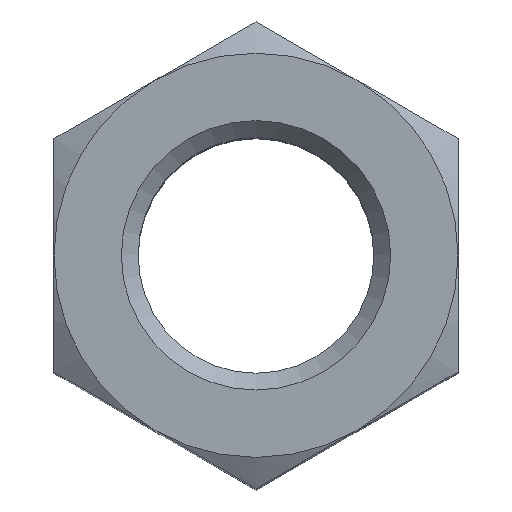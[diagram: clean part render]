
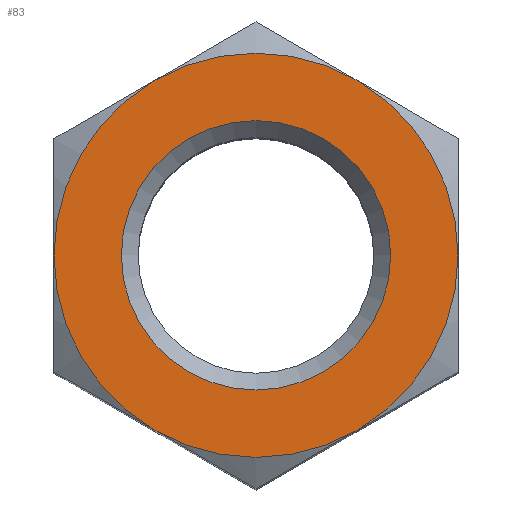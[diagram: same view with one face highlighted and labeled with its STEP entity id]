
A CAD part, top view. The second image highlights one B-rep face of the part: STEP entity #83.
In plain terms, the highlighted planar face has unit normal (0, 0, 1).
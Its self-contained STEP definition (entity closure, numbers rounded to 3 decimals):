
#83 = ADVANCED_FACE( '', ( #212, #213 ), #214, .F. );
#212 = FACE_BOUND( '', #539, .T. );
#213 = FACE_OUTER_BOUND( '', #540, .T. );
#214 = PLANE( '', #541 );
#539 = EDGE_LOOP( '', ( #899 ) );
#540 = EDGE_LOOP( '', ( #900, #901, #902, #903, #904, #905 ) );
#541 = AXIS2_PLACEMENT_3D( '', #906, #907, #908 );
#899 = ORIENTED_EDGE( '', *, *, #1469, .T. );
#900 = ORIENTED_EDGE( '', *, *, #1472, .F. );
#901 = ORIENTED_EDGE( '', *, *, #1491, .F. );
#902 = ORIENTED_EDGE( '', *, *, #1492, .F. );
#903 = ORIENTED_EDGE( '', *, *, #1493, .F. );
#904 = ORIENTED_EDGE( '', *, *, #1494, .F. );
#905 = ORIENTED_EDGE( '', *, *, #1495, .F. );
#906 = CARTESIAN_POINT( '', ( -18., -10.392, 72. ) );
#907 = DIRECTION( '', ( 0., 0., -1. ) );
#908 = DIRECTION( '', ( -1., 0., 0. ) );
#1469 = EDGE_CURVE( '', #1610, #1610, #1611, .T. );
#1472 = EDGE_CURVE( '', #1615, #1613, #1617, .T. );
#1491 = EDGE_CURVE( '', #1650, #1615, #1651, .T. );
#1492 = EDGE_CURVE( '', #1652, #1650, #1653, .T. );
#1493 = EDGE_CURVE( '', #1654, #1652, #1655, .T. );
#1494 = EDGE_CURVE( '', #1656, #1654, #1657, .T. );
#1495 = EDGE_CURVE( '', #1613, #1656, #1658, .T. );
#1610 = VERTEX_POINT( '', #1868 );
#1611 = CIRCLE( '', #1869, 12. );
#1613 = VERTEX_POINT( '', #1871 );
#1615 = VERTEX_POINT( '', #1878 );
#1617 = CIRCLE( '', #1889, 18. );
#1650 = VERTEX_POINT( '', #1967 );
#1651 = CIRCLE( '', #1968, 18. );
#1652 = VERTEX_POINT( '', #1969 );
#1653 = CIRCLE( '', #1970, 18. );
#1654 = VERTEX_POINT( '', #1971 );
#1655 = CIRCLE( '', #1972, 18. );
#1656 = VERTEX_POINT( '', #1973 );
#1657 = CIRCLE( '', #1974, 18. );
#1658 = CIRCLE( '', #1975, 18. );
#1868 = CARTESIAN_POINT( '', ( -12., 0., 72. ) );
#1869 = AXIS2_PLACEMENT_3D( '', #2303, #2304, #2305 );
#1871 = CARTESIAN_POINT( '', ( 9., 15.588, 72. ) );
#1878 = CARTESIAN_POINT( '', ( -9., 15.588, 72. ) );
#1889 = AXIS2_PLACEMENT_3D( '', #2306, #2307, #2308 );
#1967 = CARTESIAN_POINT( '', ( -18., 0., 72. ) );
#1968 = AXIS2_PLACEMENT_3D( '', #2339, #2340, #2341 );
#1969 = CARTESIAN_POINT( '', ( -9., -15.588, 72. ) );
#1970 = AXIS2_PLACEMENT_3D( '', #2342, #2343, #2344 );
#1971 = CARTESIAN_POINT( '', ( 9., -15.588, 72. ) );
#1972 = AXIS2_PLACEMENT_3D( '', #2345, #2346, #2347 );
#1973 = CARTESIAN_POINT( '', ( 18., 0., 72. ) );
#1974 = AXIS2_PLACEMENT_3D( '', #2348, #2349, #2350 );
#1975 = AXIS2_PLACEMENT_3D( '', #2351, #2352, #2353 );
#2303 = CARTESIAN_POINT( '', ( 0., 0., 72. ) );
#2304 = DIRECTION( '', ( 0., 0., -1. ) );
#2305 = DIRECTION( '', ( -1., 0., 0. ) );
#2306 = CARTESIAN_POINT( '', ( 0., 0., 72. ) );
#2307 = DIRECTION( '', ( 0., 0., -1. ) );
#2308 = DIRECTION( '', ( -1., 0., 0. ) );
#2339 = CARTESIAN_POINT( '', ( 0., 0., 72. ) );
#2340 = DIRECTION( '', ( 0., 0., -1. ) );
#2341 = DIRECTION( '', ( -1., 0., 0. ) );
#2342 = CARTESIAN_POINT( '', ( 0., 0., 72. ) );
#2343 = DIRECTION( '', ( 0., 0., -1. ) );
#2344 = DIRECTION( '', ( -1., 0., 0. ) );
#2345 = CARTESIAN_POINT( '', ( 0., 0., 72. ) );
#2346 = DIRECTION( '', ( 0., 0., -1. ) );
#2347 = DIRECTION( '', ( -1., 0., 0. ) );
#2348 = CARTESIAN_POINT( '', ( 0., 0., 72. ) );
#2349 = DIRECTION( '', ( 0., 0., -1. ) );
#2350 = DIRECTION( '', ( -1., 0., 0. ) );
#2351 = CARTESIAN_POINT( '', ( 0., 0., 72. ) );
#2352 = DIRECTION( '', ( 0., 0., -1. ) );
#2353 = DIRECTION( '', ( -1., 0., 0. ) );
